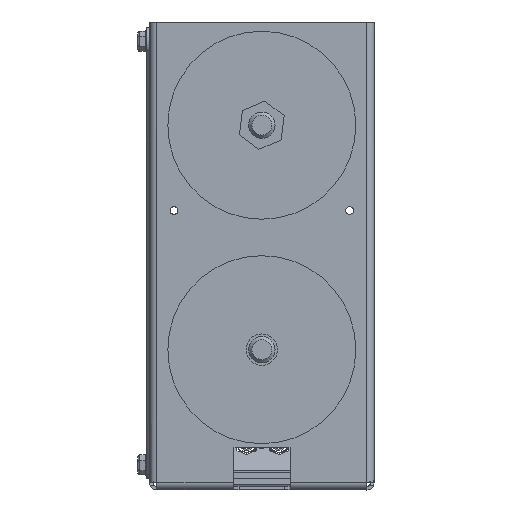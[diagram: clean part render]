
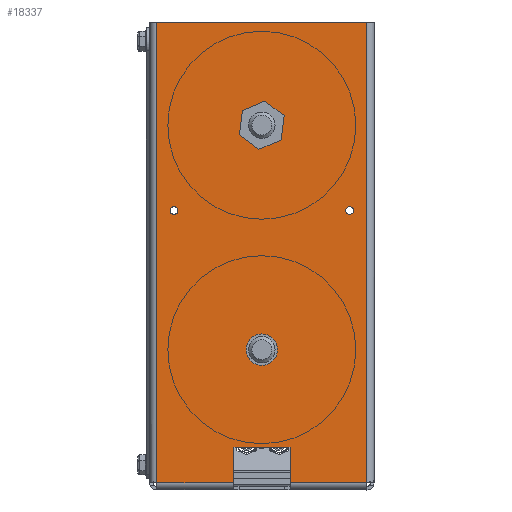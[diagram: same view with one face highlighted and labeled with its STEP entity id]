
A CAD part, front view. The second image highlights one B-rep face of the part: STEP entity #18337.
In plain terms, the highlighted planar face has unit normal (0, -1, 0).
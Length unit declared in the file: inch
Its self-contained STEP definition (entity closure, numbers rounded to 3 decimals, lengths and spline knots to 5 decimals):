
#595=FACE_BOUND('',#2816,.T.);
#596=FACE_BOUND('',#2817,.T.);
#597=FACE_BOUND('',#2818,.T.);
#598=FACE_BOUND('',#2819,.T.);
#887=PLANE('',#19926);
#1770=FACE_OUTER_BOUND('',#2815,.T.);
#2815=EDGE_LOOP('',(#13196,#13197,#13198,#13199,#13200,#13201,#13202,#13203,
#13204,#13205,#13206,#13207));
#2816=EDGE_LOOP('',(#13208));
#2817=EDGE_LOOP('',(#13209));
#2818=EDGE_LOOP('',(#13210));
#2819=EDGE_LOOP('',(#13211));
#4134=LINE('',#27107,#5963);
#4136=LINE('',#27113,#5965);
#4140=LINE('',#27123,#5969);
#4141=LINE('',#27125,#5970);
#4142=LINE('',#27127,#5971);
#4143=LINE('',#27129,#5972);
#4144=LINE('',#27131,#5973);
#4145=LINE('',#27133,#5974);
#4146=LINE('',#27135,#5975);
#4147=LINE('',#27137,#5976);
#4148=LINE('',#27139,#5977);
#4149=LINE('',#27140,#5978);
#5963=VECTOR('',#22007,0.3937);
#5965=VECTOR('',#22013,0.3937);
#5969=VECTOR('',#22021,0.3937);
#5970=VECTOR('',#22022,0.3937);
#5971=VECTOR('',#22023,0.3937);
#5972=VECTOR('',#22024,0.3937);
#5973=VECTOR('',#22025,0.3937);
#5974=VECTOR('',#22026,0.3937);
#5975=VECTOR('',#22027,0.3937);
#5976=VECTOR('',#22028,0.3937);
#5977=VECTOR('',#22029,0.3937);
#5978=VECTOR('',#22030,0.3937);
#7731=CIRCLE('',#19910,0.28);
#7733=CIRCLE('',#19913,0.28);
#7735=CIRCLE('',#19916,0.07);
#7737=CIRCLE('',#19919,0.07);
#8369=VERTEX_POINT('',#27079);
#8371=VERTEX_POINT('',#27085);
#8373=VERTEX_POINT('',#27091);
#8375=VERTEX_POINT('',#27097);
#8378=VERTEX_POINT('',#27104);
#8379=VERTEX_POINT('',#27106);
#8381=VERTEX_POINT('',#27112);
#8385=VERTEX_POINT('',#27122);
#8386=VERTEX_POINT('',#27124);
#8387=VERTEX_POINT('',#27126);
#8388=VERTEX_POINT('',#27128);
#8389=VERTEX_POINT('',#27130);
#8390=VERTEX_POINT('',#27132);
#8391=VERTEX_POINT('',#27134);
#8392=VERTEX_POINT('',#27136);
#8393=VERTEX_POINT('',#27138);
#10240=EDGE_CURVE('',#8369,#8369,#7731,.T.);
#10243=EDGE_CURVE('',#8371,#8371,#7733,.T.);
#10246=EDGE_CURVE('',#8373,#8373,#7735,.T.);
#10249=EDGE_CURVE('',#8375,#8375,#7737,.T.);
#10253=EDGE_CURVE('',#8378,#8379,#4134,.T.);
#10256=EDGE_CURVE('',#8381,#8379,#4136,.T.);
#10261=EDGE_CURVE('',#8385,#8378,#4140,.T.);
#10262=EDGE_CURVE('',#8386,#8385,#4141,.T.);
#10263=EDGE_CURVE('',#8387,#8386,#4142,.T.);
#10264=EDGE_CURVE('',#8388,#8387,#4143,.T.);
#10265=EDGE_CURVE('',#8388,#8389,#4144,.T.);
#10266=EDGE_CURVE('',#8389,#8390,#4145,.T.);
#10267=EDGE_CURVE('',#8390,#8391,#4146,.T.);
#10268=EDGE_CURVE('',#8391,#8392,#4147,.T.);
#10269=EDGE_CURVE('',#8392,#8393,#4148,.T.);
#10270=EDGE_CURVE('',#8393,#8381,#4149,.T.);
#13196=ORIENTED_EDGE('',*,*,#10253,.F.);
#13197=ORIENTED_EDGE('',*,*,#10261,.F.);
#13198=ORIENTED_EDGE('',*,*,#10262,.F.);
#13199=ORIENTED_EDGE('',*,*,#10263,.F.);
#13200=ORIENTED_EDGE('',*,*,#10264,.F.);
#13201=ORIENTED_EDGE('',*,*,#10265,.T.);
#13202=ORIENTED_EDGE('',*,*,#10266,.T.);
#13203=ORIENTED_EDGE('',*,*,#10267,.T.);
#13204=ORIENTED_EDGE('',*,*,#10268,.T.);
#13205=ORIENTED_EDGE('',*,*,#10269,.T.);
#13206=ORIENTED_EDGE('',*,*,#10270,.T.);
#13207=ORIENTED_EDGE('',*,*,#10256,.T.);
#13208=ORIENTED_EDGE('',*,*,#10240,.T.);
#13209=ORIENTED_EDGE('',*,*,#10243,.T.);
#13210=ORIENTED_EDGE('',*,*,#10246,.T.);
#13211=ORIENTED_EDGE('',*,*,#10249,.T.);
#18337=ADVANCED_FACE('',(#1770,#595,#596,#597,#598),#887,.T.);
#19910=AXIS2_PLACEMENT_3D('',#27080,#21977,#21978);
#19913=AXIS2_PLACEMENT_3D('',#27086,#21984,#21985);
#19916=AXIS2_PLACEMENT_3D('',#27092,#21991,#21992);
#19919=AXIS2_PLACEMENT_3D('',#27098,#21998,#21999);
#19926=AXIS2_PLACEMENT_3D('',#27121,#22019,#22020);
#21977=DIRECTION('center_axis',(0.,1.,0.));
#21978=DIRECTION('ref_axis',(-1.,0.,0.));
#21984=DIRECTION('center_axis',(0.,1.,0.));
#21985=DIRECTION('ref_axis',(-1.,0.,0.));
#21991=DIRECTION('center_axis',(0.,1.,0.));
#21992=DIRECTION('ref_axis',(-1.,0.,0.));
#21998=DIRECTION('center_axis',(0.,1.,0.));
#21999=DIRECTION('ref_axis',(-1.,0.,0.));
#22007=DIRECTION('',(0.,0.,-1.));
#22013=DIRECTION('',(1.,0.,0.));
#22019=DIRECTION('center_axis',(0.,-1.,0.));
#22020=DIRECTION('ref_axis',(0.,0.,-1.));
#22021=DIRECTION('',(1.,0.,0.));
#22022=DIRECTION('',(0.,0.,1.));
#22023=DIRECTION('',(-1.,0.,0.));
#22024=DIRECTION('',(0.,0.,-1.));
#22025=DIRECTION('',(-1.,0.,0.));
#22026=DIRECTION('',(0.,0.,1.));
#22027=DIRECTION('',(-1.,0.,0.));
#22028=DIRECTION('',(0.,0.,1.));
#22029=DIRECTION('',(1.,0.,0.));
#22030=DIRECTION('',(0.,0.,1.));
#27079=CARTESIAN_POINT('',(-2.22,-0.0635,0.));
#27080=CARTESIAN_POINT('Origin',(-2.5,-0.0635,
0.));
#27085=CARTESIAN_POINT('',(-6.22,-0.0635,0.));
#27086=CARTESIAN_POINT('Origin',(-6.5,-0.0635,
0.));
#27091=CARTESIAN_POINT('',(-4.91,-0.0635,-1.565));
#27092=CARTESIAN_POINT('Origin',(-4.98,-0.0635,-1.565));
#27097=CARTESIAN_POINT('',(-4.91,-0.0635,1.565));
#27098=CARTESIAN_POINT('Origin',(-4.98,-0.0635,1.565));
#27104=CARTESIAN_POINT('',(-0.127,-0.0635,1.873));
#27106=CARTESIAN_POINT('',(-0.127,-0.0635,0.505));
#27107=CARTESIAN_POINT('',(-0.127,-0.0635,0.));
#27112=CARTESIAN_POINT('',(-0.76,-0.0635,0.505));
#27113=CARTESIAN_POINT('',(0.,-0.0635,0.505));
#27121=CARTESIAN_POINT('Origin',(0.,-0.0635,0.));
#27122=CARTESIAN_POINT('',(-8.34,-0.0635,1.873));
#27123=CARTESIAN_POINT('',(-0.6063,-0.0635,1.873));
#27124=CARTESIAN_POINT('',(-8.34,-0.0635,-1.873));
#27125=CARTESIAN_POINT('',(-8.34,-0.0635,0.));
#27126=CARTESIAN_POINT('',(-0.127,-0.0635,-1.873));
#27127=CARTESIAN_POINT('',(-0.6063,-0.0635,-1.873));
#27128=CARTESIAN_POINT('',(-0.127,-0.0635,-0.505));
#27129=CARTESIAN_POINT('',(-0.127,-0.0635,0.));
#27130=CARTESIAN_POINT('',(-0.76,-0.0635,-0.505));
#27131=CARTESIAN_POINT('',(0.,-0.0635,-0.505));
#27132=CARTESIAN_POINT('',(-0.76,-0.0635,-0.475));
#27133=CARTESIAN_POINT('',(-0.76,-0.0635,-0.2275));
#27134=CARTESIAN_POINT('',(-0.7635,-0.0635,-0.475));
#27135=CARTESIAN_POINT('',(-0.38175,-0.0635,-0.475));
#27136=CARTESIAN_POINT('',(-0.7635,-0.0635,0.475));
#27137=CARTESIAN_POINT('',(-0.7635,-0.0635,0.2375));
#27138=CARTESIAN_POINT('',(-0.76,-0.0635,0.475));
#27139=CARTESIAN_POINT('',(-0.03175,-0.0635,0.475));
#27140=CARTESIAN_POINT('',(-0.76,-0.0635,0.2275));
